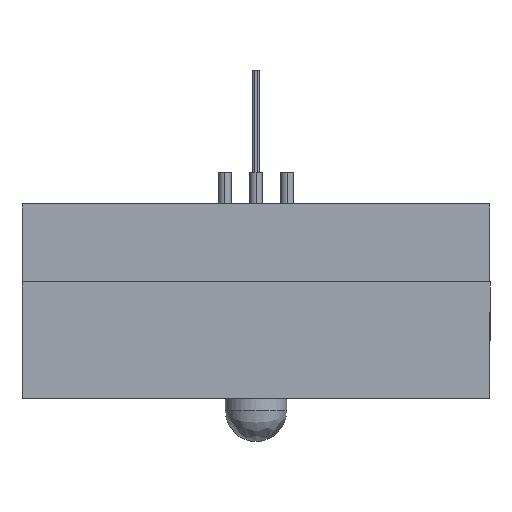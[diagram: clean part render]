
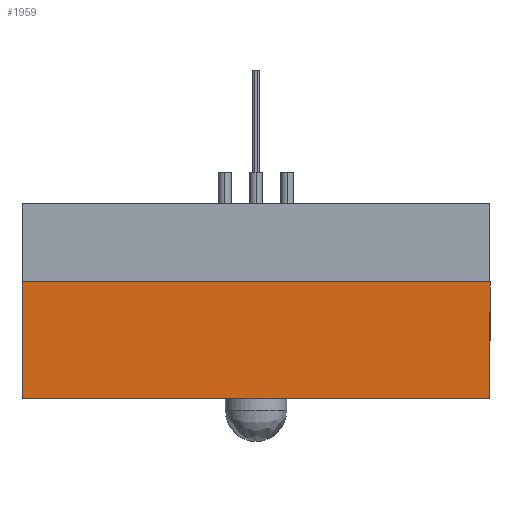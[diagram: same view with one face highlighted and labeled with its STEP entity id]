
A CAD part, left-side view. The second image highlights one B-rep face of the part: STEP entity #1959.
In plain terms, the highlighted face is planar.
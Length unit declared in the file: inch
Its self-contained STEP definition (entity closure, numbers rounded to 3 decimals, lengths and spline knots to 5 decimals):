
#359 = EDGE_CURVE ( 'NONE', #4132, #7373, #1664, .T. ) ;
#366 = CARTESIAN_POINT ( 'NONE',  ( 0.75, 0.375, -0.75 ) ) ;
#725 = ORIENTED_EDGE ( 'NONE', *, *, #359, .T. ) ;
#800 = EDGE_CURVE ( 'NONE', #3412, #4132, #6450, .T. ) ;
#822 = ORIENTED_EDGE ( 'NONE', *, *, #7999, .F. ) ;
#991 = VECTOR ( 'NONE', #7969, 39.37008 ) ;
#1110 = CARTESIAN_POINT ( 'NONE',  ( 0.75, 0., -0.75 ) ) ;
#1165 = DIRECTION ( 'NONE',  ( 1., 0., 0. ) ) ;
#1664 = LINE ( 'NONE', #8290, #3993 ) ;
#1959 = ADVANCED_FACE ( 'NONE', ( #6665 ), #7372, .T. ) ;
#2191 = DIRECTION ( 'NONE',  ( 0., -1., 0. ) ) ;
#2301 = VECTOR ( 'NONE', #3199, 39.37008 ) ;
#3199 = DIRECTION ( 'NONE',  ( 0., 0., 1. ) ) ;
#3379 = EDGE_CURVE ( 'NONE', #3412, #6424, #9223, .T. ) ;
#3382 = CARTESIAN_POINT ( 'NONE',  ( 0.75, 0., 0.75 ) ) ;
#3412 = VERTEX_POINT ( 'NONE', #4560 ) ;
#3993 = VECTOR ( 'NONE', #9031, 39.37008 ) ;
#4120 = CARTESIAN_POINT ( 'NONE',  ( 0.75, 0.375, -0.75 ) ) ;
#4132 = VERTEX_POINT ( 'NONE', #7188 ) ;
#4401 = EDGE_LOOP ( 'NONE', ( #822, #4634, #5484, #725 ) ) ;
#4560 = CARTESIAN_POINT ( 'NONE',  ( 0.75, 0.375, -0.75 ) ) ;
#4634 = ORIENTED_EDGE ( 'NONE', *, *, #3379, .F. ) ;
#5484 = ORIENTED_EDGE ( 'NONE', *, *, #800, .T. ) ;
#6401 = CARTESIAN_POINT ( 'NONE',  ( 0.75, 0., -0.75 ) ) ;
#6424 = VERTEX_POINT ( 'NONE', #1110 ) ;
#6450 = LINE ( 'NONE', #4120, #2301 ) ;
#6613 = DIRECTION ( 'NONE',  ( 0., 0., -1. ) ) ;
#6665 = FACE_OUTER_BOUND ( 'NONE', #4401, .T. ) ;
#6865 = CARTESIAN_POINT ( 'NONE',  ( 0.75, 0.375, -0.75 ) ) ;
#7118 = VECTOR ( 'NONE', #2191, 39.37008 ) ;
#7188 = CARTESIAN_POINT ( 'NONE',  ( 0.75, 0.375, 0.75 ) ) ;
#7224 = LINE ( 'NONE', #6401, #991 ) ;
#7372 = PLANE ( 'NONE',  #8321 ) ;
#7373 = VERTEX_POINT ( 'NONE', #3382 ) ;
#7969 = DIRECTION ( 'NONE',  ( 0., 0., 1. ) ) ;
#7999 = EDGE_CURVE ( 'NONE', #6424, #7373, #7224, .T. ) ;
#8290 = CARTESIAN_POINT ( 'NONE',  ( 0.75, 0.375, 0.75 ) ) ;
#8321 = AXIS2_PLACEMENT_3D ( 'NONE', #366, #1165, #6613 ) ;
#9031 = DIRECTION ( 'NONE',  ( 0., -1., 0. ) ) ;
#9223 = LINE ( 'NONE', #6865, #7118 ) ;
